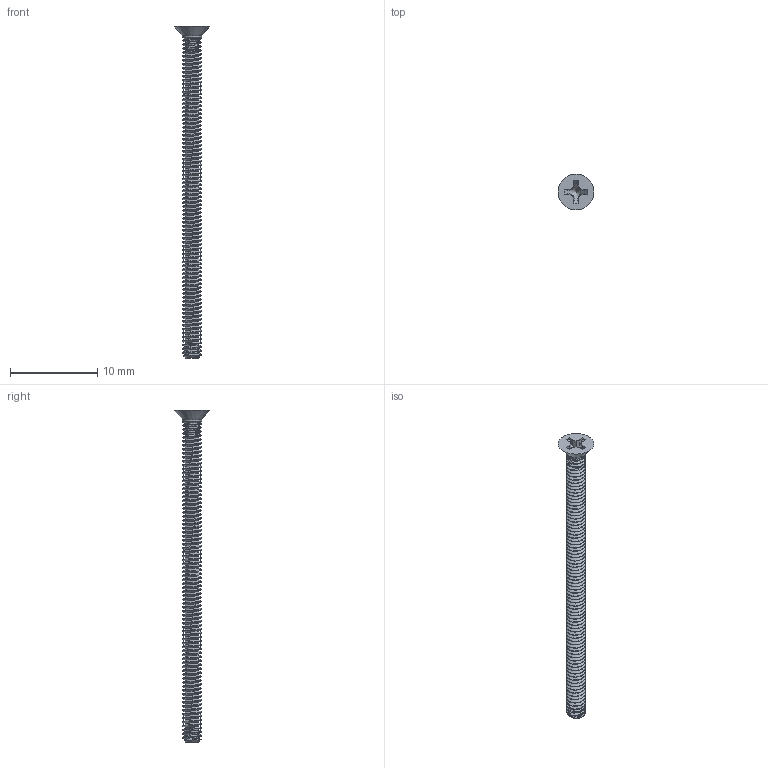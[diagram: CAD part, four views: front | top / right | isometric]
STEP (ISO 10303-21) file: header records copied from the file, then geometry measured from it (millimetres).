
FILE_DESCRIPTION(/* description */ ('STEP AP203'),/* implementation_level */ '2;1');
FILE_NAME(/* name */ '91771A267_18-8 SS FLAT HEAD PHILLIPS MACHINE SCREW.stp',/* time_stamp */ '2018-07-31T12:17:02-07:00',/* author */ ('MJ'),/* organization */ ('Microsoft'),/* preprocessor_version */ 'ST-DEVELOPER v16.13',/* originating_system */ 'Autodesk Inventor 2018',/* authorisation */ '');
FILE_SCHEMA (('AUTOMOTIVE_DESIGN { 1 0 10303 214 3 1 1 }'));
Length unit declared in the file: inch
Products named in the file (1): 91771A267_18-8 SS FLAT HEAD PHILLIPS MACHINE SCREW
Bounding box: 4.11 x 4.11 x 38.1 mm (x, y, z)
Volume: 63.8 mm3; surface area: 259.2 mm2
Topology: 1 solids, 1 shells, 111 faces, 326 edges, 217 vertices
Faces by surface type: cylinder 82, plane 18, cone 9, bspline 2
Full cylindrical faces by diameter (mm): 2.184 x80
Entity records: 12207 total; most frequent: CARTESIAN_POINT 11479, ORIENTED_EDGE 158, DIRECTION 124, EDGE_CURVE 79, VERTEX_POINT 55, AXIS2_PLACEMENT_3D 44, LINE 36, VECTOR 36
